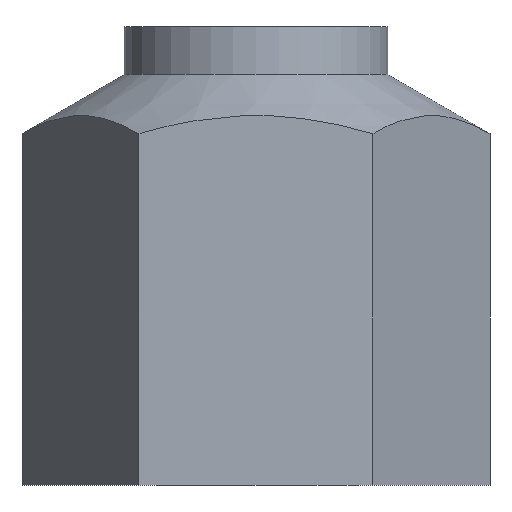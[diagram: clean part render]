
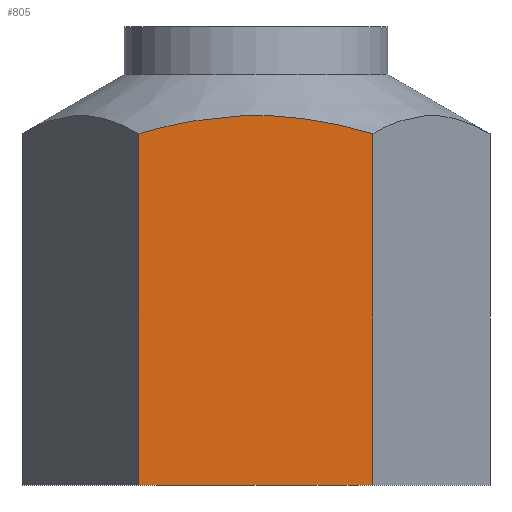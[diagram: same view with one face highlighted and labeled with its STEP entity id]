
A CAD part, front view. The second image highlights one B-rep face of the part: STEP entity #805.
In plain terms, the highlighted planar face has unit normal (0, -1, 0).
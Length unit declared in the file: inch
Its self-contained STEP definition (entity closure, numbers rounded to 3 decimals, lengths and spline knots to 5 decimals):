
#469=CARTESIAN_POINT('',(-0.28868,-0.5,0.86797));
#470=VERTEX_POINT('',#469);
#484=CARTESIAN_POINT('',(0.28868,-0.5,0.86797));
#485=VERTEX_POINT('',#484);
#486=CARTESIAN_POINT('',(0.28868,-0.5,0.86797));
#487=CARTESIAN_POINT('',(0.,-0.5,0.9513));
#488=CARTESIAN_POINT('',(-0.28868,-0.5,0.86797));
#496=(BOUNDED_CURVE()B_SPLINE_CURVE(2,(#486,#487,#488),.UNSPECIFIED.,.F.,.U.)B_SPLINE_CURVE_WITH_KNOTS((3,3),(0.58019,2.33327),.UNSPECIFIED.)CURVE()GEOMETRIC_REPRESENTATION_ITEM()RATIONAL_B_SPLINE_CURVE((1.158,1.337,1.158))REPRESENTATION_ITEM(''));
#497=EDGE_CURVE('',#485,#470,#496,.T.);
#602=CARTESIAN_POINT('',(0.28868,-0.5,0.0));
#603=VERTEX_POINT('',#602);
#604=CARTESIAN_POINT('',(0.28868,-0.5,0.0));
#605=DIRECTION('',(0.0,0.0,1.0));
#606=VECTOR('',#605,0.86797);
#607=LINE('',#604,#606);
#608=EDGE_CURVE('',#603,#485,#607,.T.);
#782=CARTESIAN_POINT('',(0.28868,-0.5,0.0));
#783=DIRECTION('',(0.0,-1.0,0.0));
#784=DIRECTION('',(0.0,0.0,-1.0));
#785=AXIS2_PLACEMENT_3D('',#782,#783,#784);
#786=PLANE('',#785);
#787=ORIENTED_EDGE('',*,*,#497,.T.);
#788=CARTESIAN_POINT('',(-0.28868,-0.5,0.0));
#789=VERTEX_POINT('',#788);
#790=CARTESIAN_POINT('',(-0.28868,-0.5,0.0));
#791=DIRECTION('',(0.0,0.0,1.0));
#792=VECTOR('',#791,0.86797);
#793=LINE('',#790,#792);
#794=EDGE_CURVE('',#789,#470,#793,.T.);
#795=ORIENTED_EDGE('',*,*,#794,.F.);
#796=CARTESIAN_POINT('',(0.28868,-0.5,0.0));
#797=DIRECTION('',(-1.0,0.0,0.0));
#798=VECTOR('',#797,0.57735);
#799=LINE('',#796,#798);
#800=EDGE_CURVE('',#603,#789,#799,.T.);
#801=ORIENTED_EDGE('',*,*,#800,.F.);
#802=ORIENTED_EDGE('',*,*,#608,.T.);
#803=EDGE_LOOP('',(#787,#795,#801,#802));
#804=FACE_OUTER_BOUND('',#803,.T.);
#805=ADVANCED_FACE('',(#804),#786,.T.);
